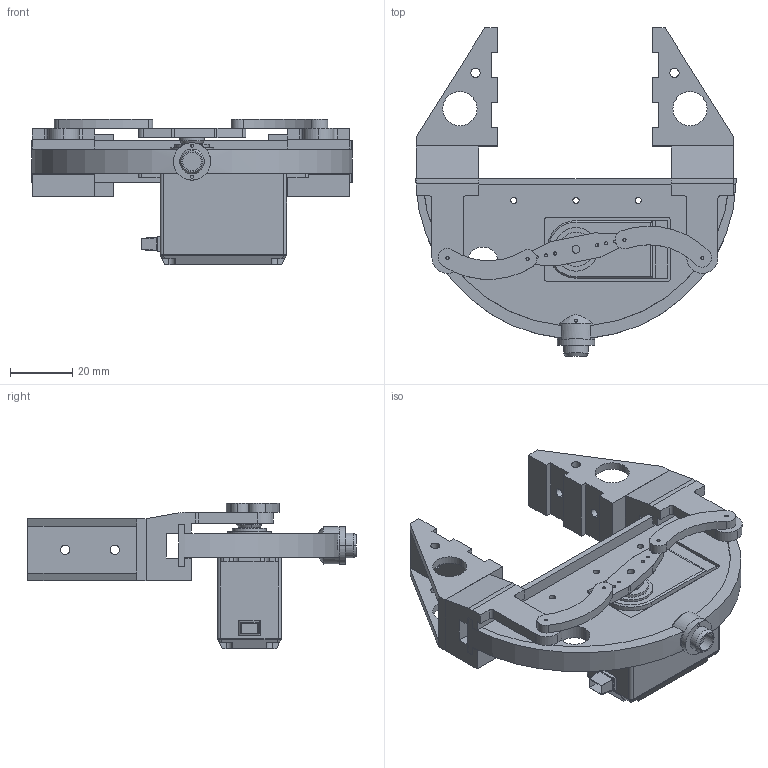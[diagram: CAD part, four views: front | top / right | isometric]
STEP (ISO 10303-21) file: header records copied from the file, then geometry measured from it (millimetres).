
FILE_DESCRIPTION (( 'STEP AP214' ), '1' );
FILE_NAME ('gripper.STEP', '2018-05-09T08:18:24', ( '' ), ( '' ), 'SwSTEP 2.0', 'SolidWorks 2016', '' );
FILE_SCHEMA (( 'AUTOMOTIVE_DESIGN' ));
Length unit declared in the file: millimetre
Products named in the file (8): Part2; Part4; holder; Cuerpo_Predeterminado; Estrella_Predeterminado; Part3 (2); Part1; gripper
Assembly tree (10 placements, depth 2):
  gripper
    Part1
    Part3 (2)  x2
    Estrella_Predeterminado
    Cuerpo_Predeterminado
    holder
    Part4  x2
    Part2  x2
Bounding box: 103 x 105.59 x 46.92 mm (x, y, z)
Volume: 72171.4 mm3; surface area: 36090.7 mm2
Topology: 11 solids, 11 shells, 399 faces, 1056 edges, 688 vertices
Faces by surface type: plane 208, cylinder 176, cone 11, sphere 4
Entity records: 10515 total; most frequent: CARTESIAN_POINT 1868, DIRECTION 1761, ORIENTED_EDGE 1664, EDGE_CURVE 832, AXIS2_PLACEMENT_3D 619, VERTEX_POINT 540, LINE 523, VECTOR 523
